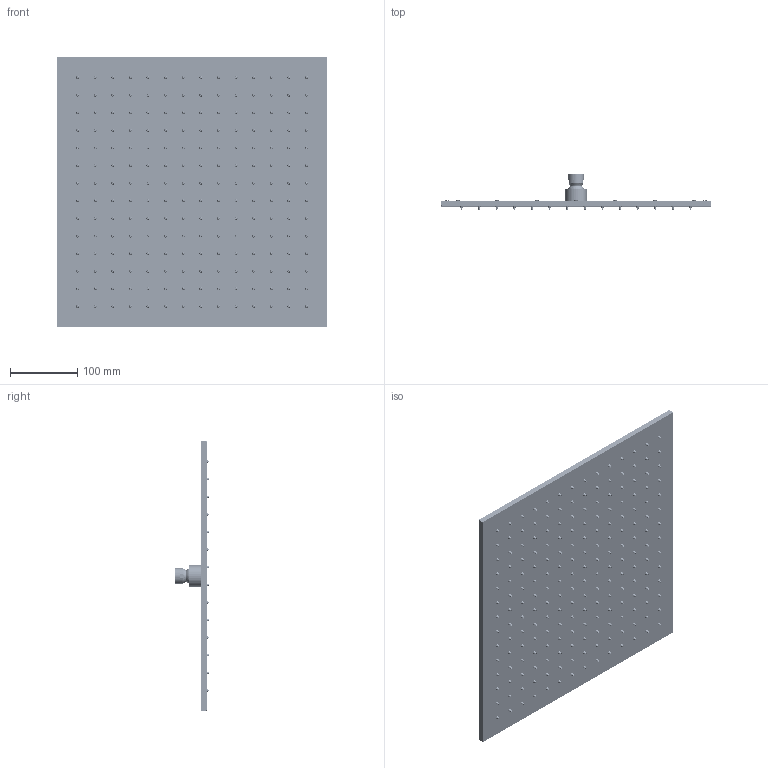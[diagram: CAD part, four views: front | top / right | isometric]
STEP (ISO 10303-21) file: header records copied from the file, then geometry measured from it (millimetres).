
FILE_DESCRIPTION((''),'2;1');
FILE_NAME('4071454CR','2021-11-22T14:20:45',('ut3'),('PAFFONI SpA'),'CREO PARAMETRIC BY PTC INC, 2020044','CREO PARAMETRIC BY PTC INC, 2020044','');
FILE_SCHEMA(('CONFIG_CONTROL_DESIGN','SHAPE_APPEARANCE_LAYERS_GROUPS'));
Products named in the file (1): 4071454CR
Bounding box: 400.2 x 51.9 x 400.2 mm (x, y, z)
Volume: 618420.5 mm3; surface area: 643884.8 mm2
Topology: 1 solids, 1 shells, 6724 faces, 14184 edges, 8205 vertices
Faces by surface type: torus 3535, cylinder 1636, plane 861, cone 688, sphere 4
Entity records: 233384 total; most frequent: DIRECTION 38766, CARTESIAN_POINT 31315, ORIENTED_EDGE 28368, AXIS2_PLACEMENT_3D 18086, EDGE_CURVE 14184, CIRCLE 11362, VERTEX_POINT 8205, EDGE_LOOP 7859
